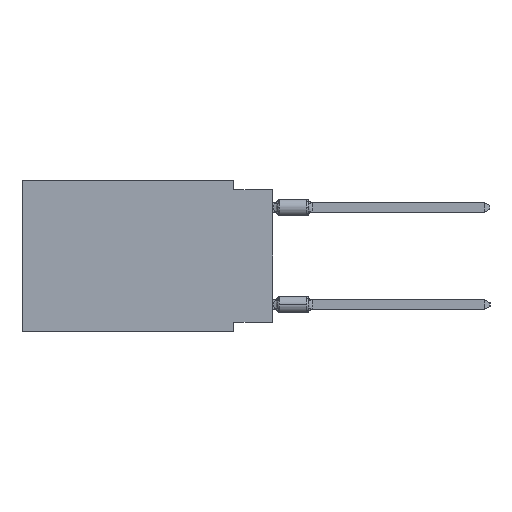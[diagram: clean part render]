
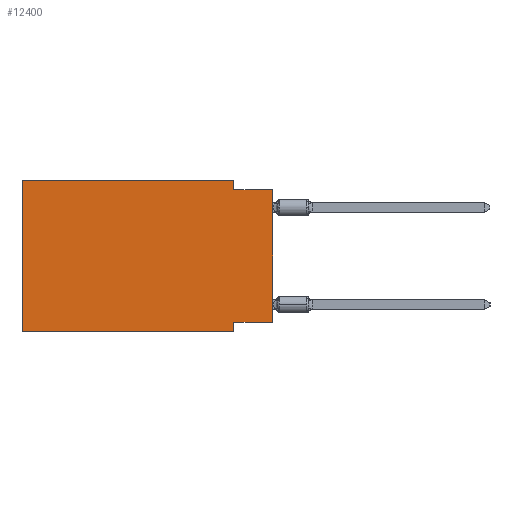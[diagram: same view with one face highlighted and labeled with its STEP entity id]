
A CAD part, left-side view. The second image highlights one B-rep face of the part: STEP entity #12400.
In plain terms, the highlighted planar face has unit normal (-1, 0, 0).
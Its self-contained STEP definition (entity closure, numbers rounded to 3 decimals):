
#104 = CARTESIAN_POINT ( 'NONE',  ( 0., 16.383, 0. ) ) ;
#787 = VERTEX_POINT ( 'NONE', #7578 ) ;
#936 = CARTESIAN_POINT ( 'NONE',  ( 0., 0., -0.635 ) ) ;
#994 = CARTESIAN_POINT ( 'NONE',  ( 0., 16.383, -9.906 ) ) ;
#1023 = EDGE_CURVE ( 'NONE', #787, #20835, #21835, .T. ) ;
#1127 = LINE ( 'NONE', #936, #10542 ) ;
#1322 = CARTESIAN_POINT ( 'NONE',  ( 0., 16.383, 0. ) ) ;
#1785 = DIRECTION ( 'NONE',  ( 0., 0., -1. ) ) ;
#1849 = VECTOR ( 'NONE', #26230, 1000. ) ;
#2321 = DIRECTION ( 'NONE',  ( 1., 0., 0. ) ) ;
#2322 = CARTESIAN_POINT ( 'NONE',  ( 0., 2.54, -0.635 ) ) ;
#2454 = CARTESIAN_POINT ( 'NONE',  ( 0., 2.54, -9.906 ) ) ;
#3643 = CARTESIAN_POINT ( 'NONE',  ( 0., 0., -0.635 ) ) ;
#4492 = EDGE_CURVE ( 'NONE', #25155, #20835, #22441, .T. ) ;
#4622 = CARTESIAN_POINT ( 'NONE',  ( 0., 16.383, 0. ) ) ;
#7286 = DIRECTION ( 'NONE',  ( 0., -1., 0. ) ) ;
#7430 = VERTEX_POINT ( 'NONE', #104 ) ;
#7578 = CARTESIAN_POINT ( 'NONE',  ( 0., 16.383, -9.906 ) ) ;
#8524 = DIRECTION ( 'NONE',  ( 0., 0., -1. ) ) ;
#8649 = ORIENTED_EDGE ( 'NONE', *, *, #20096, .F. ) ;
#10542 = VECTOR ( 'NONE', #7286, 1000. ) ;
#10596 = FACE_OUTER_BOUND ( 'NONE', #12862, .T. ) ;
#11009 = ORIENTED_EDGE ( 'NONE', *, *, #32676, .F. ) ;
#11668 = ORIENTED_EDGE ( 'NONE', *, *, #33928, .F. ) ;
#12040 = CARTESIAN_POINT ( 'NONE',  ( 0., 0., -9.271 ) ) ;
#12090 = EDGE_CURVE ( 'NONE', #25749, #22986, #20874, .T. ) ;
#12400 = ADVANCED_FACE ( 'NONE', ( #10596 ), #25873, .F. ) ;
#12497 = ORIENTED_EDGE ( 'NONE', *, *, #12090, .F. ) ;
#12559 = DIRECTION ( 'NONE',  ( 0., -1., 0. ) ) ;
#12862 = EDGE_LOOP ( 'NONE', ( #26397, #11668, #12497, #8649, #34575, #36487, #21589, #11009 ) ) ;
#13070 = LINE ( 'NONE', #1322, #28359 ) ;
#14039 = VERTEX_POINT ( 'NONE', #3643 ) ;
#14632 = VERTEX_POINT ( 'NONE', #12040 ) ;
#15786 = DIRECTION ( 'NONE',  ( 0., 0., 1. ) ) ;
#17973 = VECTOR ( 'NONE', #22822, 1000. ) ;
#18415 = DIRECTION ( 'NONE',  ( 0., -1., 0. ) ) ;
#19088 = DIRECTION ( 'NONE',  ( 0., 0., -1. ) ) ;
#19848 = CARTESIAN_POINT ( 'NONE',  ( 0., 0., -9.271 ) ) ;
#20096 = EDGE_CURVE ( 'NONE', #7430, #25749, #33299, .T. ) ;
#20473 = CARTESIAN_POINT ( 'NONE',  ( 0., 2.54, -9.271 ) ) ;
#20835 = VERTEX_POINT ( 'NONE', #2454 ) ;
#20874 = LINE ( 'NONE', #38092, #32979 ) ;
#21589 = ORIENTED_EDGE ( 'NONE', *, *, #4492, .F. ) ;
#21835 = LINE ( 'NONE', #994, #34923 ) ;
#22441 = LINE ( 'NONE', #31897, #34059 ) ;
#22822 = DIRECTION ( 'NONE',  ( 0., 0., 1. ) ) ;
#22986 = VERTEX_POINT ( 'NONE', #2322 ) ;
#23001 = CARTESIAN_POINT ( 'NONE',  ( 0., 0., 0. ) ) ;
#25155 = VERTEX_POINT ( 'NONE', #20473 ) ;
#25749 = VERTEX_POINT ( 'NONE', #36834 ) ;
#25873 = PLANE ( 'NONE',  #37934 ) ;
#26230 = DIRECTION ( 'NONE',  ( 0., 1., 0. ) ) ;
#26397 = ORIENTED_EDGE ( 'NONE', *, *, #29613, .T. ) ;
#27873 = CARTESIAN_POINT ( 'NONE',  ( 0., 16.383, 0. ) ) ;
#28011 = VECTOR ( 'NONE', #18415, 1000. ) ;
#28359 = VECTOR ( 'NONE', #15786, 1000. ) ;
#28548 = LINE ( 'NONE', #19848, #1849 ) ;
#29613 = EDGE_CURVE ( 'NONE', #14632, #14039, #38081, .T. ) ;
#31897 = CARTESIAN_POINT ( 'NONE',  ( 0., 2.54, -9.906 ) ) ;
#32536 = EDGE_CURVE ( 'NONE', #787, #7430, #13070, .T. ) ;
#32676 = EDGE_CURVE ( 'NONE', #14632, #25155, #28548, .T. ) ;
#32979 = VECTOR ( 'NONE', #8524, 1000. ) ;
#33299 = LINE ( 'NONE', #27873, #28011 ) ;
#33928 = EDGE_CURVE ( 'NONE', #22986, #14039, #1127, .T. ) ;
#34059 = VECTOR ( 'NONE', #1785, 1000. ) ;
#34575 = ORIENTED_EDGE ( 'NONE', *, *, #32536, .F. ) ;
#34923 = VECTOR ( 'NONE', #12559, 1000. ) ;
#36487 = ORIENTED_EDGE ( 'NONE', *, *, #1023, .T. ) ;
#36834 = CARTESIAN_POINT ( 'NONE',  ( 0., 2.54, 0. ) ) ;
#37934 = AXIS2_PLACEMENT_3D ( 'NONE', #4622, #2321, #19088 ) ;
#38081 = LINE ( 'NONE', #23001, #17973 ) ;
#38092 = CARTESIAN_POINT ( 'NONE',  ( 0., 2.54, 0. ) ) ;
